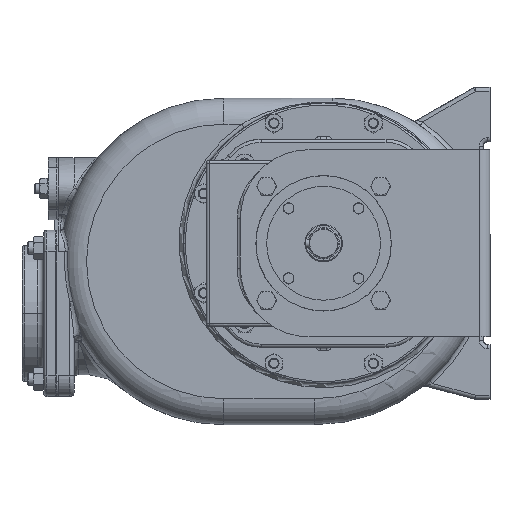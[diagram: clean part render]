
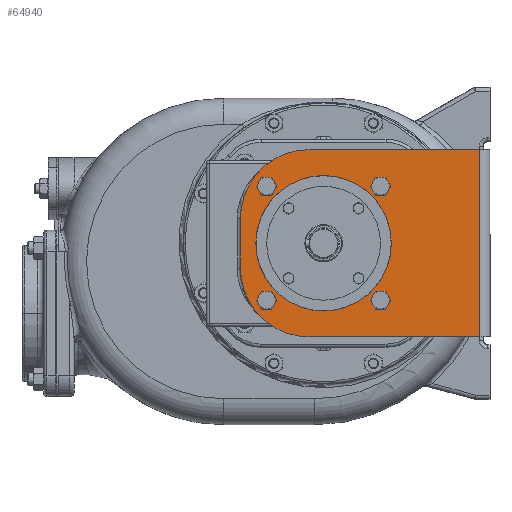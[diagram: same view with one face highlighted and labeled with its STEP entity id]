
A CAD part, left-side view. The second image highlights one B-rep face of the part: STEP entity #64940.
In plain terms, the highlighted planar face has unit normal (-1, 0, 0).
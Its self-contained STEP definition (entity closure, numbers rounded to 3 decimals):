
#1366=DIRECTION('',(0.,0.,1.));
#1367=VECTOR('',#1366,180.);
#1368=CARTESIAN_POINT('',(-365.5,10.,-90.));
#1369=LINE('',#1368,#1367);
#1545=CARTESIAN_POINT('',(-365.5,174.,-24.));
#1546=DIRECTION('',(1.,0.,0.));
#1547=DIRECTION('',(0.,0.,-1.));
#1548=AXIS2_PLACEMENT_3D('',#1545,#1546,#1547);
#1550=DIRECTION('',(0.,0.,1.));
#1551=VECTOR('',#1550,48.);
#1552=CARTESIAN_POINT('',(-365.5,240.,-24.));
#1553=LINE('',#1552,#1551);
#1554=CARTESIAN_POINT('',(-365.5,174.,24.));
#1555=DIRECTION('',(1.,0.,0.));
#1556=DIRECTION('',(0.,1.,0.));
#1557=AXIS2_PLACEMENT_3D('',#1554,#1555,#1556);
#1559=DIRECTION('',(0.,-1.,0.));
#1560=VECTOR('',#1559,164.);
#1561=CARTESIAN_POINT('',(-365.5,174.,90.));
#1562=LINE('',#1561,#1560);
#1563=DIRECTION('',(0.,1.,0.));
#1564=VECTOR('',#1563,164.);
#1565=CARTESIAN_POINT('',(-365.5,10.,-90.));
#1566=LINE('',#1565,#1564);
#1567=CARTESIAN_POINT('',(-365.5,160.,0.));
#1568=DIRECTION('',(-1.,0.,0.));
#1569=DIRECTION('',(0.,-1.,0.));
#1570=AXIS2_PLACEMENT_3D('',#1567,#1568,#1569);
#1572=CARTESIAN_POINT('',(-365.5,160.,0.));
#1573=DIRECTION('',(-1.,0.,0.));
#1574=DIRECTION('',(0.,1.,0.));
#1575=AXIS2_PLACEMENT_3D('',#1572,#1573,#1574);
#1577=CARTESIAN_POINT('',(-365.5,214.801,-54.801));
#1578=DIRECTION('',(1.,0.,0.));
#1579=DIRECTION('',(0.,0.,-1.));
#1580=AXIS2_PLACEMENT_3D('',#1577,#1578,#1579);
#1582=CARTESIAN_POINT('',(-365.5,214.801,-54.801));
#1583=DIRECTION('',(1.,0.,0.));
#1584=DIRECTION('',(0.,0.,1.));
#1585=AXIS2_PLACEMENT_3D('',#1582,#1583,#1584);
#1587=CARTESIAN_POINT('',(-365.5,105.199,-54.801));
#1588=DIRECTION('',(1.,0.,0.));
#1589=DIRECTION('',(0.,0.,-1.));
#1590=AXIS2_PLACEMENT_3D('',#1587,#1588,#1589);
#1592=CARTESIAN_POINT('',(-365.5,105.199,-54.801));
#1593=DIRECTION('',(1.,0.,0.));
#1594=DIRECTION('',(0.,0.,1.));
#1595=AXIS2_PLACEMENT_3D('',#1592,#1593,#1594);
#1597=CARTESIAN_POINT('',(-365.5,105.199,54.801));
#1598=DIRECTION('',(1.,0.,0.));
#1599=DIRECTION('',(0.,0.,-1.));
#1600=AXIS2_PLACEMENT_3D('',#1597,#1598,#1599);
#1602=CARTESIAN_POINT('',(-365.5,105.199,54.801));
#1603=DIRECTION('',(1.,0.,0.));
#1604=DIRECTION('',(0.,0.,1.));
#1605=AXIS2_PLACEMENT_3D('',#1602,#1603,#1604);
#1607=CARTESIAN_POINT('',(-365.5,214.801,54.801));
#1608=DIRECTION('',(1.,0.,0.));
#1609=DIRECTION('',(0.,0.,-1.));
#1610=AXIS2_PLACEMENT_3D('',#1607,#1608,#1609);
#1612=CARTESIAN_POINT('',(-365.5,214.801,54.801));
#1613=DIRECTION('',(1.,0.,0.));
#1614=DIRECTION('',(0.,0.,1.));
#1615=AXIS2_PLACEMENT_3D('',#1612,#1613,#1614);
#61942=CARTESIAN_POINT('',(-365.5,174.,-90.));
#61944=VERTEX_POINT('',#61942);
#61945=CARTESIAN_POINT('',(-365.5,94.85,0.));
#61946=CARTESIAN_POINT('',(-365.5,225.15,0.));
#61947=VERTEX_POINT('',#61945);
#61948=VERTEX_POINT('',#61946);
#61953=CARTESIAN_POINT('',(-365.5,10.,-90.));
#61954=VERTEX_POINT('',#61953);
#61955=CARTESIAN_POINT('',(-365.5,10.,90.));
#61956=VERTEX_POINT('',#61955);
#61957=CARTESIAN_POINT('',(-365.5,174.,90.));
#61958=VERTEX_POINT('',#61957);
#62001=CARTESIAN_POINT('',(-365.5,240.,-24.));
#62002=VERTEX_POINT('',#62001);
#62003=CARTESIAN_POINT('',(-365.5,240.,24.));
#62004=VERTEX_POINT('',#62003);
#62427=CARTESIAN_POINT('',(-365.5,214.801,-62.901));
#62428=CARTESIAN_POINT('',(-365.5,214.801,-46.701));
#62429=VERTEX_POINT('',#62427);
#62430=VERTEX_POINT('',#62428);
#62473=CARTESIAN_POINT('',(-365.5,105.199,-62.901));
#62474=CARTESIAN_POINT('',(-365.5,105.199,-46.701));
#62475=VERTEX_POINT('',#62473);
#62476=VERTEX_POINT('',#62474);
#62519=CARTESIAN_POINT('',(-365.5,105.199,46.701));
#62520=CARTESIAN_POINT('',(-365.5,105.199,62.901));
#62521=VERTEX_POINT('',#62519);
#62522=VERTEX_POINT('',#62520);
#62565=CARTESIAN_POINT('',(-365.5,214.801,46.701));
#62566=CARTESIAN_POINT('',(-365.5,214.801,62.901));
#62567=VERTEX_POINT('',#62565);
#62568=VERTEX_POINT('',#62566);
#64897=CARTESIAN_POINT('',(-365.5,160.,0.));
#64898=DIRECTION('',(1.,0.,0.));
#64899=DIRECTION('',(0.,0.,-1.));
#64900=AXIS2_PLACEMENT_3D('',#64897,#64898,#64899);
#64901=PLANE('',#64900);
#64902=ORIENTED_EDGE('',*,*,#64891,.T.);
#64903=ORIENTED_EDGE('',*,*,#64631,.T.);
#64904=ORIENTED_EDGE('',*,*,#64650,.T.);
#64905=ORIENTED_EDGE('',*,*,#64664,.T.);
#64906=ORIENTED_EDGE('',*,*,#64694,.F.);
#64907=ORIENTED_EDGE('',*,*,#64878,.T.);
#64908=EDGE_LOOP('',(#64902,#64903,#64904,#64905,#64906,#64907));
#64909=FACE_OUTER_BOUND('',#64908,.F.);
#64911=ORIENTED_EDGE('',*,*,#64910,.T.);
#64913=ORIENTED_EDGE('',*,*,#64912,.T.);
#64914=EDGE_LOOP('',(#64911,#64913));
#64915=FACE_BOUND('',#64914,.F.);
#64917=ORIENTED_EDGE('',*,*,#64916,.F.);
#64919=ORIENTED_EDGE('',*,*,#64918,.F.);
#64920=EDGE_LOOP('',(#64917,#64919));
#64921=FACE_BOUND('',#64920,.F.);
#64923=ORIENTED_EDGE('',*,*,#64922,.F.);
#64925=ORIENTED_EDGE('',*,*,#64924,.F.);
#64926=EDGE_LOOP('',(#64923,#64925));
#64927=FACE_BOUND('',#64926,.F.);
#64929=ORIENTED_EDGE('',*,*,#64928,.F.);
#64931=ORIENTED_EDGE('',*,*,#64930,.F.);
#64932=EDGE_LOOP('',(#64929,#64931));
#64933=FACE_BOUND('',#64932,.F.);
#64935=ORIENTED_EDGE('',*,*,#64934,.F.);
#64937=ORIENTED_EDGE('',*,*,#64936,.F.);
#64938=EDGE_LOOP('',(#64935,#64937));
#64939=FACE_BOUND('',#64938,.F.);
#64940=ADVANCED_FACE('',(#64909,#64915,#64921,#64927,#64933,#64939),#64901,.F.);
#1549=CIRCLE('',#1548,66.);
#1558=CIRCLE('',#1557,66.);
#1571=CIRCLE('',#1570,65.15);
#1576=CIRCLE('',#1575,65.15);
#1581=CIRCLE('',#1580,8.1);
#1586=CIRCLE('',#1585,8.1);
#1591=CIRCLE('',#1590,8.1);
#1596=CIRCLE('',#1595,8.1);
#1601=CIRCLE('',#1600,8.1);
#1606=CIRCLE('',#1605,8.1);
#1611=CIRCLE('',#1610,8.1);
#1616=CIRCLE('',#1615,8.1);
#64631=EDGE_CURVE('',#62002,#62004,#1553,.T.);
#64650=EDGE_CURVE('',#62004,#61958,#1558,.T.);
#64664=EDGE_CURVE('',#61958,#61956,#1562,.T.);
#64694=EDGE_CURVE('',#61954,#61956,#1369,.T.);
#64878=EDGE_CURVE('',#61954,#61944,#1566,.T.);
#64891=EDGE_CURVE('',#61944,#62002,#1549,.T.);
#64910=EDGE_CURVE('',#61947,#61948,#1571,.T.);
#64912=EDGE_CURVE('',#61948,#61947,#1576,.T.);
#64916=EDGE_CURVE('',#62429,#62430,#1581,.T.);
#64918=EDGE_CURVE('',#62430,#62429,#1586,.T.);
#64922=EDGE_CURVE('',#62475,#62476,#1591,.T.);
#64924=EDGE_CURVE('',#62476,#62475,#1596,.T.);
#64928=EDGE_CURVE('',#62521,#62522,#1601,.T.);
#64930=EDGE_CURVE('',#62522,#62521,#1606,.T.);
#64934=EDGE_CURVE('',#62567,#62568,#1611,.T.);
#64936=EDGE_CURVE('',#62568,#62567,#1616,.T.);
